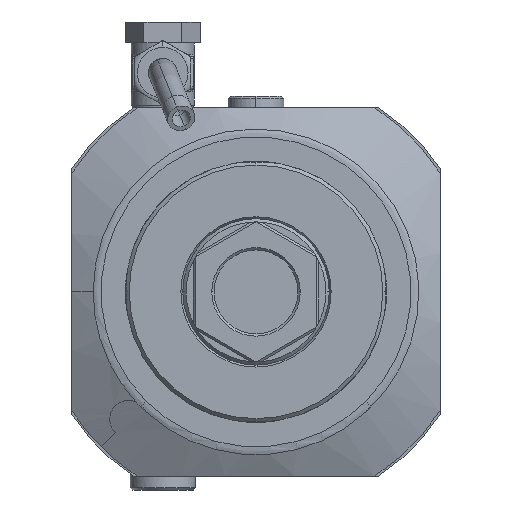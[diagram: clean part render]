
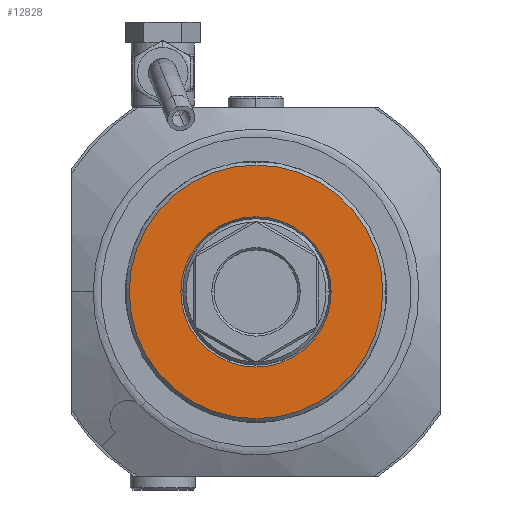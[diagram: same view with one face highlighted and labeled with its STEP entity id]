
A CAD part, left-side view. The second image highlights one B-rep face of the part: STEP entity #12828.
In plain terms, the highlighted planar face has unit normal (-1, 0, 0).
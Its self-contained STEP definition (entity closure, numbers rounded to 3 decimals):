
#4004=CARTESIAN_POINT('',(-24.,0.,0.));
#4005=DIRECTION('',(-1.,0.,0.));
#4006=DIRECTION('',(0.,1.,0.));
#4007=AXIS2_PLACEMENT_3D('',#4004,#4005,#4006);
#4009=CARTESIAN_POINT('',(-24.,0.,0.));
#4010=DIRECTION('',(-1.,0.,0.));
#4011=DIRECTION('',(0.,-1.,0.));
#4012=AXIS2_PLACEMENT_3D('',#4009,#4010,#4011);
#4014=CARTESIAN_POINT('',(-24.,0.,0.));
#4015=DIRECTION('',(1.,0.,0.));
#4016=DIRECTION('',(0.,1.,0.));
#4017=AXIS2_PLACEMENT_3D('',#4014,#4015,#4016);
#4019=CARTESIAN_POINT('',(-24.,0.,0.));
#4020=DIRECTION('',(1.,0.,0.));
#4021=DIRECTION('',(0.,-1.,0.));
#4022=AXIS2_PLACEMENT_3D('',#4019,#4020,#4021);
#8368=CARTESIAN_POINT('',(-24.,16.116,0.));
#8369=CARTESIAN_POINT('',(-24.,-16.116,0.));
#8370=VERTEX_POINT('',#8368);
#8371=VERTEX_POINT('',#8369);
#8372=CARTESIAN_POINT('',(-24.,27.2,0.));
#8373=CARTESIAN_POINT('',(-24.,-27.2,0.));
#8374=VERTEX_POINT('',#8372);
#8375=VERTEX_POINT('',#8373);
#12813=CARTESIAN_POINT('',(-24.,0.,0.));
#12814=DIRECTION('',(-1.,0.,0.));
#12815=DIRECTION('',(0.,1.,0.));
#12816=AXIS2_PLACEMENT_3D('',#12813,#12814,#12815);
#12817=PLANE('',#12816);
#12818=ORIENTED_EDGE('',*,*,#12127,.F.);
#12819=ORIENTED_EDGE('',*,*,#12109,.F.);
#12820=EDGE_LOOP('',(#12818,#12819));
#12821=FACE_OUTER_BOUND('',#12820,.F.);
#12823=ORIENTED_EDGE('',*,*,#12822,.F.);
#12825=ORIENTED_EDGE('',*,*,#12824,.F.);
#12826=EDGE_LOOP('',(#12823,#12825));
#12827=FACE_BOUND('',#12826,.F.);
#4008=CIRCLE('',#4007,27.2);
#4013=CIRCLE('',#4012,27.2);
#4018=CIRCLE('',#4017,16.116);
#4023=CIRCLE('',#4022,16.116);
#12109=EDGE_CURVE('',#8375,#8374,#4013,.T.);
#12127=EDGE_CURVE('',#8374,#8375,#4008,.T.);
#12822=EDGE_CURVE('',#8370,#8371,#4018,.T.);
#12824=EDGE_CURVE('',#8371,#8370,#4023,.T.);
#12828=ADVANCED_FACE('',(#12821,#12827),#12817,.T.);
